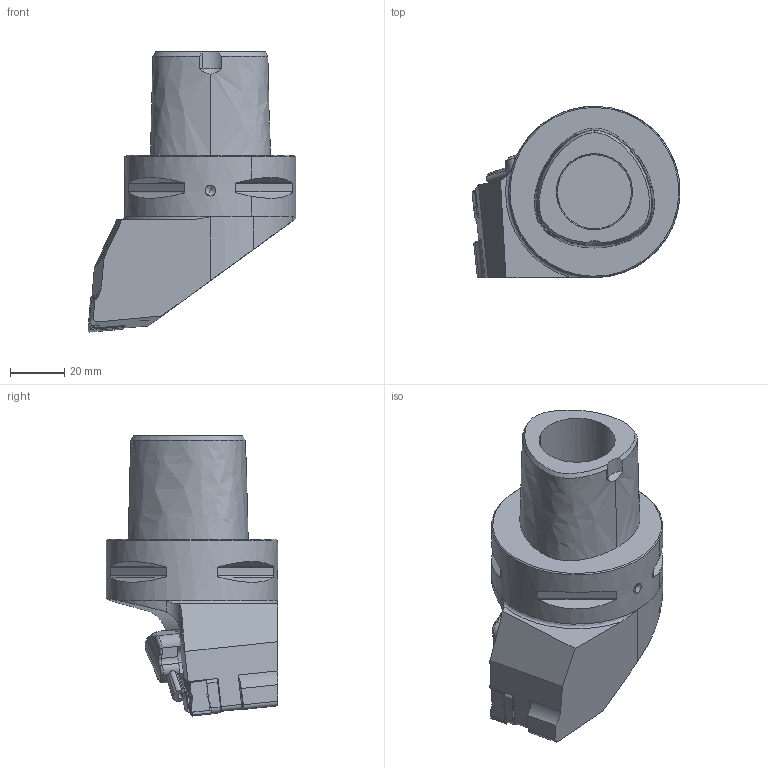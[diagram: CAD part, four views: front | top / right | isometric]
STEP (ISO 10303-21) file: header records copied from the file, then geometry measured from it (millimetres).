
FILE_DESCRIPTION(('Open CASCADE Model'),'2;1');
FILE_NAME('Open CASCADE Shape Model','2023-09-05T08:15:25',('Author'),( 'Open CASCADE'),'Open CASCADE STEP processor 7.7','Open CASCADE 7.7' ,'Unknown');
FILE_SCHEMA(('AUTOMOTIVE_DESIGN { 1 0 10303 214 1 1 1 1 }'));
Length unit declared in the file: millimetre
Products named in the file (2): Open CASCADE STEP translator 7.7 36; Open CASCADE STEP translator 7.7 37
Bounding box: 76.52 x 62.99 x 103.03 mm (x, y, z)
Volume: 176872.2 mm3; surface area: 26627.3 mm2
Topology: 2 solids, 2 shells, 396 faces, 1077 edges, 691 vertices
Faces by surface type: bspline 176, plane 98, cylinder 89, cone 25, torus 8
Entity records: 17845 total; most frequent: CARTESIAN_POINT 9702, ORIENTED_EDGE 2146, EDGE_CURVE 1073, DIRECTION 919, B_SPLINE_CURVE_WITH_KNOTS 696, VERTEX_POINT 691, FACE_BOUND 410, EDGE_LOOP 410
